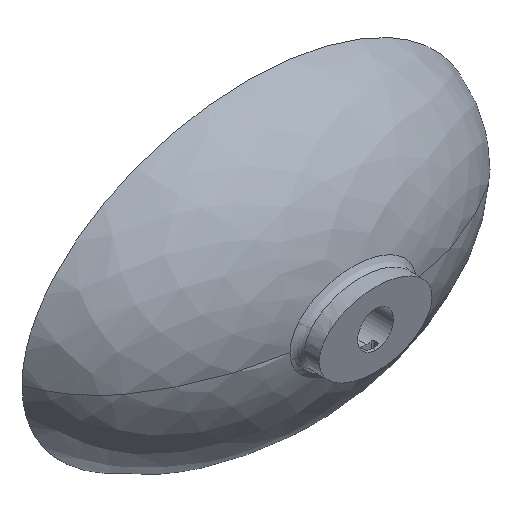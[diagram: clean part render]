
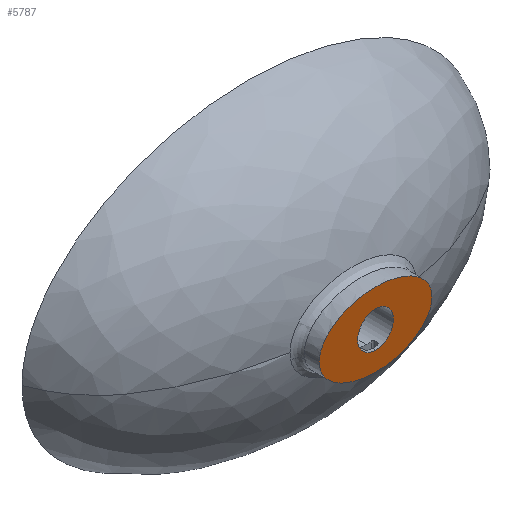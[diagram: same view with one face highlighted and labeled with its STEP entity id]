
A CAD part, isometric view. The second image highlights one B-rep face of the part: STEP entity #5787.
In plain terms, the highlighted planar face has unit normal (0, -1, 0).
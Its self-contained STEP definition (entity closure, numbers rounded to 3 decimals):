
#104 = CARTESIAN_POINT ( 'NONE',  ( 36.57, -165., 41.639 ) ) ;
#441 = CARTESIAN_POINT ( 'NONE',  ( 70.798, -165., 12.501 ) ) ;
#459 = CARTESIAN_POINT ( 'NONE',  ( -51.867, -165., 33.982 ) ) ;
#542 = CARTESIAN_POINT ( 'NONE',  ( -72.5, -165., 0.625 ) ) ;
#587 = EDGE_CURVE ( 'NONE', #4392, #1538, #4560, .T. ) ;
#782 = DIRECTION ( 'NONE',  ( -1., 0., 0. ) ) ;
#792 = DIRECTION ( 'NONE',  ( 0., -1., 0. ) ) ;
#808 = PLANE ( 'NONE',  #1327 ) ;
#1102 = CARTESIAN_POINT ( 'NONE',  ( -23., -165., 0. ) ) ;
#1126 = EDGE_CURVE ( 'NONE', #1538, #4392, #2319, .T. ) ;
#1220 = VERTEX_POINT ( 'NONE', #4572 ) ;
#1327 = AXIS2_PLACEMENT_3D ( 'NONE', #1102, #792, #782 ) ;
#1538 = VERTEX_POINT ( 'NONE', #5625 ) ;
#1656 = CARTESIAN_POINT ( 'NONE',  ( -72.474, -165., 1.458 ) ) ;
#1686 = FACE_BOUND ( 'NONE', #4714, .T. ) ;
#1809 = CARTESIAN_POINT ( 'NONE',  ( -72.179, -165., 5.62 ) ) ;
#1819 = CARTESIAN_POINT ( 'NONE',  ( -36.57, -165., 41.639 ) ) ;
#1821 = CARTESIAN_POINT ( 'NONE',  ( 19.08, -165., 46.385 ) ) ;
#1836 = CARTESIAN_POINT ( 'NONE',  ( -72.179, -165., -5.62 ) ) ;
#2016 = ORIENTED_EDGE ( 'NONE', *, *, #587, .T. ) ;
#2080 = AXIS2_PLACEMENT_3D ( 'NONE', #2203, #2193, #2184 ) ;
#2146 = FACE_OUTER_BOUND ( 'NONE', #3233, .T. ) ;
#2184 = DIRECTION ( 'NONE',  ( 0., 0., 1. ) ) ;
#2193 = DIRECTION ( 'NONE',  ( 0., 1., 0. ) ) ;
#2203 = CARTESIAN_POINT ( 'NONE',  ( 0., -165., 0. ) ) ;
#2211 = AXIS2_PLACEMENT_3D ( 'NONE', #4360, #3794, #3276 ) ;
#2216 = CIRCLE ( 'NONE', #2211, 23.04 ) ;
#2313 = CARTESIAN_POINT ( 'NONE',  ( -72.5, -165., 0. ) ) ;
#2319 = B_SPLINE_CURVE_WITH_KNOTS ( 'NONE', 3,
 ( #5468, #5154, #5477, #1836, #5452, #4170, #4212, #3873, #3951, #4067, #5273, #5199, #4716, #4702, #4736, #4759, #4779 ),
 .UNSPECIFIED., .F., .F.,
 ( 4, 1, 1, 1, 1, 1, 1, 1, 1, 1, 1, 1, 1, 1, 4 ),
 ( 0., 0.006, 0.008, 0.042, 0.083, 0.125, 0.167, 0.208, 0.25, 0.292, 0.333, 0.375, 0.417, 0.458, 0.5 ),
 .UNSPECIFIED. ) ;
#2339 = ORIENTED_EDGE ( 'NONE', *, *, #4136, .T. ) ;
#2624 = CARTESIAN_POINT ( 'NONE',  ( 0., -165., 48.058 ) ) ;
#2705 = ORIENTED_EDGE ( 'NONE', *, *, #1126, .T. ) ;
#2964 = CARTESIAN_POINT ( 'NONE',  ( 51.867, -165., 33.982 ) ) ;
#3204 = CARTESIAN_POINT ( 'NONE',  ( -19.08, -165., 46.385 ) ) ;
#3232 = CARTESIAN_POINT ( 'NONE',  ( 72.5, -165., 4.167 ) ) ;
#3233 = EDGE_LOOP ( 'NONE', ( #2705, #2016 ) ) ;
#3244 = CARTESIAN_POINT ( 'NONE',  ( 72.5, -165., 0. ) ) ;
#3276 = DIRECTION ( 'NONE',  ( 0., 0., 1. ) ) ;
#3286 = CARTESIAN_POINT ( 'NONE',  ( 63.554, -165., 23.959 ) ) ;
#3500 = ORIENTED_EDGE ( 'NONE', *, *, #3667, .T. ) ;
#3651 = CARTESIAN_POINT ( 'NONE',  ( -63.554, -165., 23.959 ) ) ;
#3667 = EDGE_CURVE ( 'NONE', #4175, #1220, #4808, .T. ) ;
#3794 = DIRECTION ( 'NONE',  ( 0., 1., 0. ) ) ;
#3858 = CARTESIAN_POINT ( 'NONE',  ( -70.315, -165., 13.265 ) ) ;
#3873 = CARTESIAN_POINT ( 'NONE',  ( -36.57, -165., -41.639 ) ) ;
#3951 = CARTESIAN_POINT ( 'NONE',  ( -19.08, -165., -46.385 ) ) ;
#4067 = CARTESIAN_POINT ( 'NONE',  ( 0., -165., -48.058 ) ) ;
#4136 = EDGE_CURVE ( 'NONE', #1220, #4175, #2216, .T. ) ;
#4170 = CARTESIAN_POINT ( 'NONE',  ( -63.554, -165., -23.959 ) ) ;
#4175 = VERTEX_POINT ( 'NONE', #4908 ) ;
#4212 = CARTESIAN_POINT ( 'NONE',  ( -51.867, -165., -33.982 ) ) ;
#4360 = CARTESIAN_POINT ( 'NONE',  ( 0., -165., 0. ) ) ;
#4392 = VERTEX_POINT ( 'NONE', #6140 ) ;
#4560 = B_SPLINE_CURVE_WITH_KNOTS ( 'NONE', 3,
 ( #3244, #3232, #441, #3286, #2964, #104, #1821, #2624, #3204, #1819, #459, #3651, #3858, #1809, #1656, #542, #2313 ),
 .UNSPECIFIED., .F., .F.,
 ( 4, 1, 1, 1, 1, 1, 1, 1, 1, 1, 1, 1, 1, 1, 4 ),
 ( 0.5, 0.542, 0.583, 0.625, 0.667, 0.708, 0.75, 0.792, 0.833, 0.875, 0.917, 0.958, 0.992, 0.994, 1. ),
 .UNSPECIFIED. ) ;
#4572 = CARTESIAN_POINT ( 'NONE',  ( 0., -165., -23.04 ) ) ;
#4702 = CARTESIAN_POINT ( 'NONE',  ( 63.554, -165., -23.959 ) ) ;
#4714 = EDGE_LOOP ( 'NONE', ( #3500, #2339 ) ) ;
#4716 = CARTESIAN_POINT ( 'NONE',  ( 51.867, -165., -33.982 ) ) ;
#4736 = CARTESIAN_POINT ( 'NONE',  ( 70.798, -165., -12.501 ) ) ;
#4759 = CARTESIAN_POINT ( 'NONE',  ( 72.5, -165., -4.167 ) ) ;
#4779 = CARTESIAN_POINT ( 'NONE',  ( 72.5, -165., 0. ) ) ;
#4808 = CIRCLE ( 'NONE', #2080, 23.04 ) ;
#4908 = CARTESIAN_POINT ( 'NONE',  ( 0., -165., 23.04 ) ) ;
#5154 = CARTESIAN_POINT ( 'NONE',  ( -72.5, -165., -0.625 ) ) ;
#5199 = CARTESIAN_POINT ( 'NONE',  ( 36.57, -165., -41.639 ) ) ;
#5273 = CARTESIAN_POINT ( 'NONE',  ( 19.08, -165., -46.385 ) ) ;
#5452 = CARTESIAN_POINT ( 'NONE',  ( -70.315, -165., -13.265 ) ) ;
#5468 = CARTESIAN_POINT ( 'NONE',  ( -72.5, -165., 0. ) ) ;
#5477 = CARTESIAN_POINT ( 'NONE',  ( -72.474, -165., -1.458 ) ) ;
#5625 = CARTESIAN_POINT ( 'NONE',  ( -72.5, -165., 0. ) ) ;
#5787 = ADVANCED_FACE ( 'NONE', ( #1686, #2146 ), #808, .T. ) ;
#6140 = CARTESIAN_POINT ( 'NONE',  ( 72.5, -165., 0. ) ) ;
